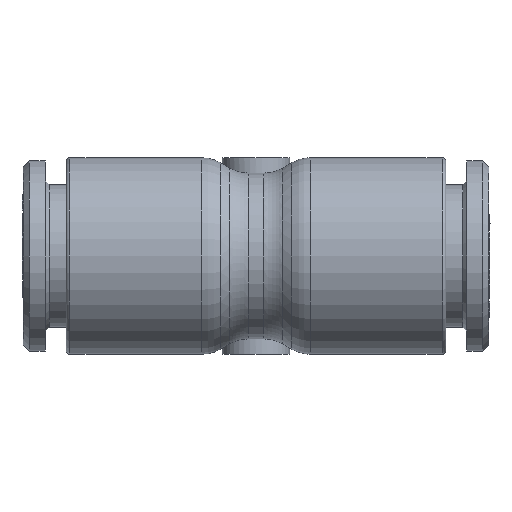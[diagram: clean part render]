
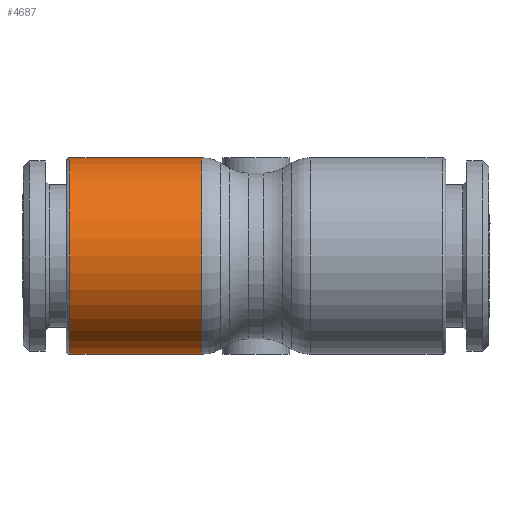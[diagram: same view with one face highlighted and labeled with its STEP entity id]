
A CAD part, left-side view. The second image highlights one B-rep face of the part: STEP entity #4687.
In plain terms, the highlighted cylindrical face has radius 8 mm (diameter 16 mm), a full revolution.
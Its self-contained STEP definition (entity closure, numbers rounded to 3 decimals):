
#27=CYLINDRICAL_SURFACE('',#4910,8.);
#96=CIRCLE('',#4911,8.);
#97=CIRCLE('',#4912,8.);
#2268=ORIENTED_EDGE('',*,*,#2976,.T.);
#2269=ORIENTED_EDGE('',*,*,#2977,.T.);
#2976=EDGE_CURVE('',#3422,#3422,#96,.T.);
#2977=EDGE_CURVE('',#3423,#3423,#97,.T.);
#3422=VERTEX_POINT('',#13485);
#3423=VERTEX_POINT('',#13487);
#3919=EDGE_LOOP('',(#2268));
#3920=EDGE_LOOP('',(#2269));
#4249=FACE_BOUND('',#3919,.T.);
#4250=FACE_BOUND('',#3920,.T.);
#4687=ADVANCED_FACE('',(#4249,#4250),#27,.T.);
#4910=AXIS2_PLACEMENT_3D('',#13483,#5731,#5732);
#4911=AXIS2_PLACEMENT_3D('',#13484,#5733,#5734);
#4912=AXIS2_PLACEMENT_3D('',#13486,#5735,#5736);
#5731=DIRECTION('',(0.,1.,0.));
#5732=DIRECTION('',(-1.,0.,0.));
#5733=DIRECTION('',(0.,1.,0.));
#5734=DIRECTION('',(-1.,0.,0.));
#5735=DIRECTION('',(0.,-1.,0.));
#5736=DIRECTION('',(-1.,0.,0.));
#13483=CARTESIAN_POINT('',(0.,7.686,0.));
#13484=CARTESIAN_POINT('',(0.,4.419,0.));
#13485=CARTESIAN_POINT('',(-8.,4.419,0.));
#13486=CARTESIAN_POINT('',(0.,15.15,0.));
#13487=CARTESIAN_POINT('',(-8.,15.15,0.));
